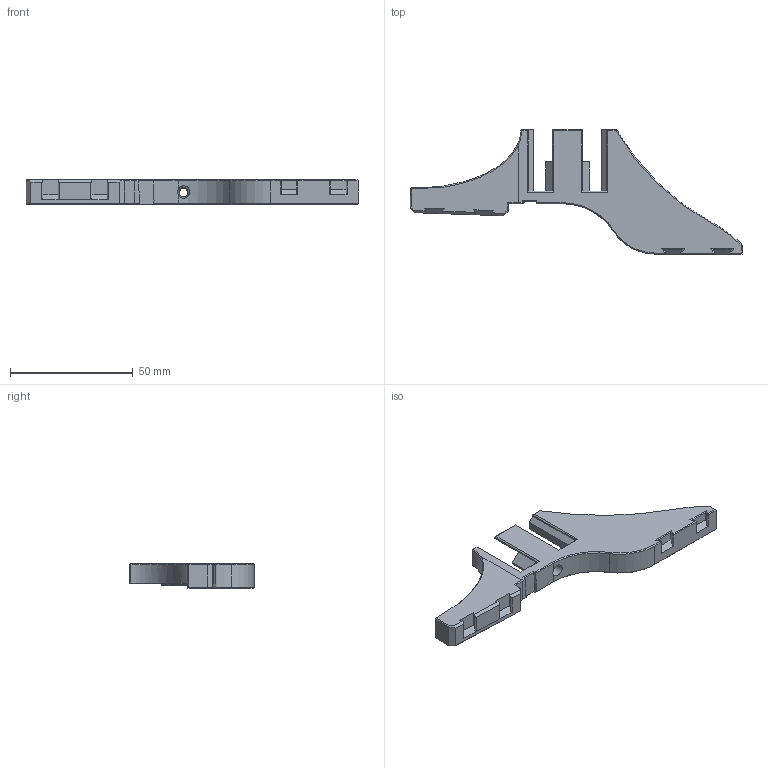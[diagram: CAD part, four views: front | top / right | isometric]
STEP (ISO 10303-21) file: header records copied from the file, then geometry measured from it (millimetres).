
FILE_DESCRIPTION(/* description */ (''),/* implementation_level */ '2;1');
FILE_NAME(/* name */ 'GBP_ATmount_front_arm_slide.step',/* time_stamp */ '2025-10-07T17:52:28+02:00',/* author */ (''),/* organization */ (''),/* preprocessor_version */ 'ST-DEVELOPER v20.1',/* originating_system */ 'Autodesk Translation Framework v14.17.0.0',/* authorisation */ '');
FILE_SCHEMA (('AUTOMOTIVE_DESIGN { 1 0 10303 214 3 1 1 }'));
Length unit declared in the file: millimetre
Products named in the file (1): GBP_ATmount_front_arm_slide
Bounding box: 135.08 x 50.5 x 10 mm (x, y, z)
Volume: 23231.2 mm3; surface area: 9396 mm2
Topology: 1 solids, 1 shells, 168 faces, 455 edges, 283 vertices
Faces by surface type: plane 128, cylinder 19, cone 14, bspline 7
Entity records: 5448 total; most frequent: CARTESIAN_POINT 1233, ORIENTED_EDGE 912, DIRECTION 804, EDGE_CURVE 456, LINE 362, VECTOR 362, VERTEX_POINT 291, AXIS2_PLACEMENT_3D 221
